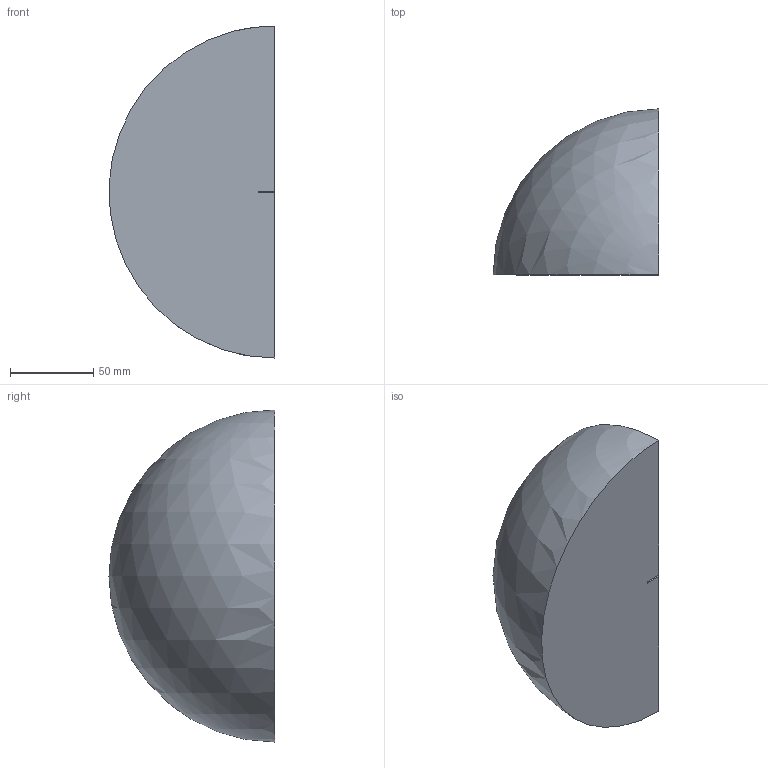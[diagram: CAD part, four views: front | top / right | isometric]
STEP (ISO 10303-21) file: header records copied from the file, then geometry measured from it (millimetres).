
FILE_DESCRIPTION(('Open CASCADE Model'),'2;1');
FILE_NAME('Open CASCADE Shape Model','2017-08-16T10:08:18',('Author'),( 'Open CASCADE'),'Open CASCADE STEP processor 6.8','Open CASCADE 6.8' ,'Unknown');
FILE_SCHEMA(('AUTOMOTIVE_DESIGN_CC2 { 1 2 10303 214 -1 1 5 4 }'));
Length unit declared in the file: millimetre
Products named in the file (1): Open CASCADE STEP translator 6.8 1
Bounding box: 99.94 x 100 x 200 mm (x, y, z)
Volume: 1047193.7 mm3; surface area: 62837.3 mm2
Topology: 1 solids, 1 shells, 5 faces, 14 edges, 7 vertices
Faces by surface type: sphere 2, plane 2, cylinder 1
Entity records: 300 total; most frequent: CARTESIAN_POINT 79, DIRECTION 40, ORIENTED_EDGE 20, PCURVE 20, DEFINITIONAL_REPRESENTATION 20, LINE 17, VECTOR 17, AXIS2_PLACEMENT_3D 10
